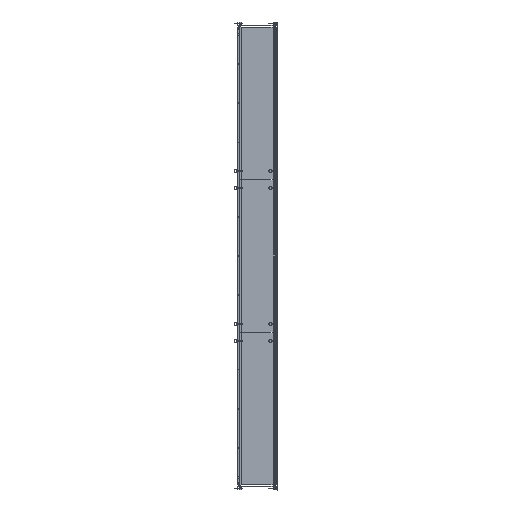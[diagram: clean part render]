
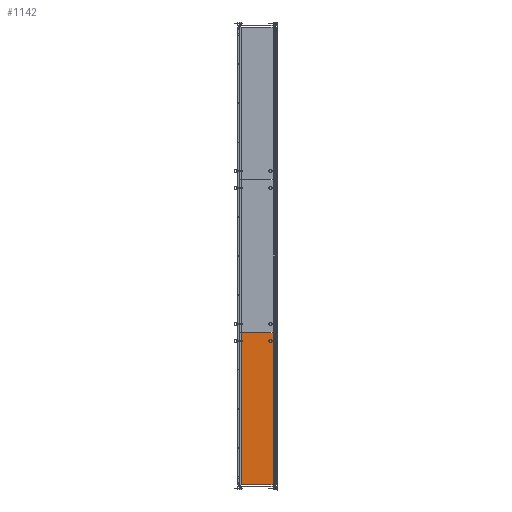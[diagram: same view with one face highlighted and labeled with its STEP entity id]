
A CAD part, left-side view. The second image highlights one B-rep face of the part: STEP entity #1142.
In plain terms, the highlighted face is planar.
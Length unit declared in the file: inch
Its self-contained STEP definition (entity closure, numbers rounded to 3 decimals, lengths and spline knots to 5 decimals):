
#99 = DIRECTION ( 'NONE',  ( -1., 0., 0. ) ) ;
#125 = EDGE_LOOP ( 'NONE', ( #12728, #11018 ) ) ;
#207 = VERTEX_POINT ( 'NONE', #12294 ) ;
#339 = DIRECTION ( 'NONE',  ( 1., 0., 0. ) ) ;
#345 = EDGE_CURVE ( 'NONE', #1883, #11607, #8290, .T. ) ;
#461 = EDGE_LOOP ( 'NONE', ( #4928, #5299 ) ) ;
#721 = ORIENTED_EDGE ( 'NONE', *, *, #1235, .F. ) ;
#810 = AXIS2_PLACEMENT_3D ( 'NONE', #5507, #9653, #339 ) ;
#831 = FACE_BOUND ( 'NONE', #6883, .T. ) ;
#836 = CIRCLE ( 'NONE', #5183, 0.098 ) ;
#842 = VERTEX_POINT ( 'NONE', #8463 ) ;
#847 = CIRCLE ( 'NONE', #3398, 0.098 ) ;
#859 = VERTEX_POINT ( 'NONE', #7722 ) ;
#1029 = VECTOR ( 'NONE', #9871, 39.37008 ) ;
#1085 = EDGE_CURVE ( 'NONE', #1921, #2552, #1815, .T. ) ;
#1142 = ADVANCED_FACE ( 'NONE', ( #7156, #12371, #3069, #5116, #11612, #831, #1789 ), #6144, .F. ) ;
#1161 = CARTESIAN_POINT ( 'NONE',  ( 0.098, -5.125, 0. ) ) ;
#1235 = EDGE_CURVE ( 'NONE', #2552, #8017, #1823, .T. ) ;
#1247 = CIRCLE ( 'NONE', #4772, 0.098 ) ;
#1261 = DIRECTION ( 'NONE',  ( -1., 0., 0. ) ) ;
#1375 = CARTESIAN_POINT ( 'NONE',  ( -22.237, 5.125, 0. ) ) ;
#1381 = ORIENTED_EDGE ( 'NONE', *, *, #3633, .T. ) ;
#1400 = DIRECTION ( 'NONE',  ( 0., 1., 0. ) ) ;
#1424 = CARTESIAN_POINT ( 'NONE',  ( -22.433, -5.125, 0. ) ) ;
#1459 = EDGE_CURVE ( 'NONE', #9141, #11780, #847, .T. ) ;
#1559 = LINE ( 'NONE', #5719, #1029 ) ;
#1587 = VERTEX_POINT ( 'NONE', #9222 ) ;
#1722 = EDGE_CURVE ( 'NONE', #859, #207, #9311, .T. ) ;
#1731 = DIRECTION ( 'NONE',  ( -1., 0., 0. ) ) ;
#1789 = FACE_OUTER_BOUND ( 'NONE', #7721, .T. ) ;
#1815 = LINE ( 'NONE', #6506, #2180 ) ;
#1823 = LINE ( 'NONE', #11376, #4797 ) ;
#1883 = VERTEX_POINT ( 'NONE', #8671 ) ;
#1921 = VERTEX_POINT ( 'NONE', #3550 ) ;
#1976 = DIRECTION ( 'NONE',  ( 0., 0., 1. ) ) ;
#2031 = DIRECTION ( 'NONE',  ( 0., 0., 1. ) ) ;
#2180 = VECTOR ( 'NONE', #1400, 39.37008 ) ;
#2367 = ORIENTED_EDGE ( 'NONE', *, *, #8945, .F. ) ;
#2457 = CARTESIAN_POINT ( 'NONE',  ( 0., -5.125, 0. ) ) ;
#2489 = VERTEX_POINT ( 'NONE', #1424 ) ;
#2552 = VERTEX_POINT ( 'NONE', #3784 ) ;
#2739 = DIRECTION ( 'NONE',  ( -1., 0., 0. ) ) ;
#2856 = EDGE_LOOP ( 'NONE', ( #5018, #1381 ) ) ;
#3037 = CIRCLE ( 'NONE', #4318, 0.098 ) ;
#3069 = FACE_BOUND ( 'NONE', #13179, .T. ) ;
#3208 = CARTESIAN_POINT ( 'NONE',  ( 23.335, -5.4375, 0. ) ) ;
#3277 = EDGE_LOOP ( 'NONE', ( #13168, #12301 ) ) ;
#3398 = AXIS2_PLACEMENT_3D ( 'NONE', #8808, #12994, #3635 ) ;
#3487 = VERTEX_POINT ( 'NONE', #9625 ) ;
#3550 = CARTESIAN_POINT ( 'NONE',  ( 23.335, -5.4375, 0. ) ) ;
#3633 = EDGE_CURVE ( 'NONE', #207, #859, #836, .T. ) ;
#3635 = DIRECTION ( 'NONE',  ( 1., 0., 0. ) ) ;
#3646 = AXIS2_PLACEMENT_3D ( 'NONE', #11388, #2031, #6186 ) ;
#3691 = AXIS2_PLACEMENT_3D ( 'NONE', #8035, #4156, #8304 ) ;
#3784 = CARTESIAN_POINT ( 'NONE',  ( 23.335, 5.4375, 0. ) ) ;
#3802 = CARTESIAN_POINT ( 'NONE',  ( -22.335, 5.125, 0. ) ) ;
#3869 = DIRECTION ( 'NONE',  ( 0., 0., 1. ) ) ;
#3988 = VERTEX_POINT ( 'NONE', #11685 ) ;
#4080 = DIRECTION ( 'NONE',  ( 1., 0., 0. ) ) ;
#4156 = DIRECTION ( 'NONE',  ( 0., 0., 1. ) ) ;
#4169 = EDGE_CURVE ( 'NONE', #1587, #3988, #5399, .T. ) ;
#4318 = AXIS2_PLACEMENT_3D ( 'NONE', #3802, #7948, #12153 ) ;
#4772 = AXIS2_PLACEMENT_3D ( 'NONE', #6440, #10607, #1261 ) ;
#4797 = VECTOR ( 'NONE', #7799, 39.37008 ) ;
#4928 = ORIENTED_EDGE ( 'NONE', *, *, #6707, .T. ) ;
#5018 = ORIENTED_EDGE ( 'NONE', *, *, #1722, .T. ) ;
#5116 = FACE_BOUND ( 'NONE', #125, .T. ) ;
#5125 = ORIENTED_EDGE ( 'NONE', *, *, #1085, .F. ) ;
#5154 = EDGE_CURVE ( 'NONE', #7192, #2489, #12172, .T. ) ;
#5183 = AXIS2_PLACEMENT_3D ( 'NONE', #6892, #11063, #1731 ) ;
#5276 = CARTESIAN_POINT ( 'NONE',  ( 22.335, 5.125, 0. ) ) ;
#5299 = ORIENTED_EDGE ( 'NONE', *, *, #11653, .T. ) ;
#5399 = CIRCLE ( 'NONE', #9086, 0.098 ) ;
#5507 = CARTESIAN_POINT ( 'NONE',  ( 22.335, -5.125, 0. ) ) ;
#5662 = ORIENTED_EDGE ( 'NONE', *, *, #9181, .T. ) ;
#5719 = CARTESIAN_POINT ( 'NONE',  ( -23.335, -5.4375, 0. ) ) ;
#6126 = DIRECTION ( 'NONE',  ( 1., 0., 0. ) ) ;
#6144 = PLANE ( 'NONE',  #11994 ) ;
#6186 = DIRECTION ( 'NONE',  ( -1., 0., 0. ) ) ;
#6191 = ORIENTED_EDGE ( 'NONE', *, *, #1459, .T. ) ;
#6355 = CARTESIAN_POINT ( 'NONE',  ( -22.237, -5.125, 0. ) ) ;
#6440 = CARTESIAN_POINT ( 'NONE',  ( 0., -5.125, 0. ) ) ;
#6457 = CARTESIAN_POINT ( 'NONE',  ( 22.237, -5.125, 0. ) ) ;
#6506 = CARTESIAN_POINT ( 'NONE',  ( 23.335, -5.4375, 0. ) ) ;
#6610 = DIRECTION ( 'NONE',  ( 0., 0., 1. ) ) ;
#6707 = EDGE_CURVE ( 'NONE', #10497, #842, #1247, .T. ) ;
#6883 = EDGE_LOOP ( 'NONE', ( #11948, #8469 ) ) ;
#6892 = CARTESIAN_POINT ( 'NONE',  ( 22.335, 5.125, 0. ) ) ;
#7156 = FACE_BOUND ( 'NONE', #3277, .T. ) ;
#7192 = VERTEX_POINT ( 'NONE', #6355 ) ;
#7721 = EDGE_LOOP ( 'NONE', ( #8825, #721, #5125, #2367 ) ) ;
#7722 = CARTESIAN_POINT ( 'NONE',  ( 22.433, 5.125, 0. ) ) ;
#7799 = DIRECTION ( 'NONE',  ( -1., 0., 0. ) ) ;
#7829 = EDGE_CURVE ( 'NONE', #3988, #1587, #9979, .T. ) ;
#7905 = CARTESIAN_POINT ( 'NONE',  ( -22.335, -5.125, 0. ) ) ;
#7948 = DIRECTION ( 'NONE',  ( 0., 0., 1. ) ) ;
#7998 = AXIS2_PLACEMENT_3D ( 'NONE', #11324, #1976, #6126 ) ;
#8017 = VERTEX_POINT ( 'NONE', #10622 ) ;
#8024 = DIRECTION ( 'NONE',  ( 1., 0., 0. ) ) ;
#8035 = CARTESIAN_POINT ( 'NONE',  ( -22.335, 5.125, 0. ) ) ;
#8290 = CIRCLE ( 'NONE', #3691, 0.098 ) ;
#8304 = DIRECTION ( 'NONE',  ( 1., 0., 0. ) ) ;
#8305 = CIRCLE ( 'NONE', #12475, 0.098 ) ;
#8366 = CARTESIAN_POINT ( 'NONE',  ( 22.433, -5.125, 0. ) ) ;
#8463 = CARTESIAN_POINT ( 'NONE',  ( -0.098, -5.125, 0. ) ) ;
#8469 = ORIENTED_EDGE ( 'NONE', *, *, #4169, .T. ) ;
#8671 = CARTESIAN_POINT ( 'NONE',  ( -22.433, 5.125, 0. ) ) ;
#8783 = EDGE_CURVE ( 'NONE', #11607, #1883, #3037, .T. ) ;
#8808 = CARTESIAN_POINT ( 'NONE',  ( 22.335, -5.125, 0. ) ) ;
#8825 = ORIENTED_EDGE ( 'NONE', *, *, #10738, .F. ) ;
#8872 = CIRCLE ( 'NONE', #810, 0.098 ) ;
#8945 = EDGE_CURVE ( 'NONE', #3487, #1921, #9258, .T. ) ;
#9056 = DIRECTION ( 'NONE',  ( 1., 0., 0. ) ) ;
#9086 = AXIS2_PLACEMENT_3D ( 'NONE', #13244, #3869, #8024 ) ;
#9141 = VERTEX_POINT ( 'NONE', #6457 ) ;
#9181 = EDGE_CURVE ( 'NONE', #11780, #9141, #8872, .T. ) ;
#9222 = CARTESIAN_POINT ( 'NONE',  ( -0.098, 5.125, 0. ) ) ;
#9258 = LINE ( 'NONE', #3208, #10863 ) ;
#9297 = AXIS2_PLACEMENT_3D ( 'NONE', #5276, #9426, #99 ) ;
#9311 = CIRCLE ( 'NONE', #9297, 0.098 ) ;
#9426 = DIRECTION ( 'NONE',  ( 0., 0., 1. ) ) ;
#9625 = CARTESIAN_POINT ( 'NONE',  ( -23.335, -5.4375, 0. ) ) ;
#9653 = DIRECTION ( 'NONE',  ( 0., 0., 1. ) ) ;
#9871 = DIRECTION ( 'NONE',  ( 0., -1., 0. ) ) ;
#9979 = CIRCLE ( 'NONE', #7998, 0.098 ) ;
#10221 = CIRCLE ( 'NONE', #3646, 0.098 ) ;
#10497 = VERTEX_POINT ( 'NONE', #1161 ) ;
#10607 = DIRECTION ( 'NONE',  ( 0., 0., 1. ) ) ;
#10622 = CARTESIAN_POINT ( 'NONE',  ( -23.335, 5.4375, 0. ) ) ;
#10738 = EDGE_CURVE ( 'NONE', #8017, #3487, #1559, .T. ) ;
#10784 = DIRECTION ( 'NONE',  ( -1., 0., 0. ) ) ;
#10863 = VECTOR ( 'NONE', #4080, 39.37008 ) ;
#11018 = ORIENTED_EDGE ( 'NONE', *, *, #12287, .T. ) ;
#11063 = DIRECTION ( 'NONE',  ( 0., 0., 1. ) ) ;
#11324 = CARTESIAN_POINT ( 'NONE',  ( 0., 5.125, 0. ) ) ;
#11376 = CARTESIAN_POINT ( 'NONE',  ( 23.335, 5.4375, 0. ) ) ;
#11388 = CARTESIAN_POINT ( 'NONE',  ( -22.335, -5.125, 0. ) ) ;
#11405 = CARTESIAN_POINT ( 'NONE',  ( -23.335, 5.4375, 0. ) ) ;
#11607 = VERTEX_POINT ( 'NONE', #1375 ) ;
#11612 = FACE_BOUND ( 'NONE', #461, .T. ) ;
#11653 = EDGE_CURVE ( 'NONE', #842, #10497, #8305, .T. ) ;
#11685 = CARTESIAN_POINT ( 'NONE',  ( 0.098, 5.125, 0. ) ) ;
#11780 = VERTEX_POINT ( 'NONE', #8366 ) ;
#11948 = ORIENTED_EDGE ( 'NONE', *, *, #7829, .T. ) ;
#11994 = AXIS2_PLACEMENT_3D ( 'NONE', #11405, #12163, #9056 ) ;
#12104 = DIRECTION ( 'NONE',  ( 0., 0., 1. ) ) ;
#12153 = DIRECTION ( 'NONE',  ( 1., 0., 0. ) ) ;
#12163 = DIRECTION ( 'NONE',  ( 0., 0., 1. ) ) ;
#12172 = CIRCLE ( 'NONE', #13239, 0.098 ) ;
#12287 = EDGE_CURVE ( 'NONE', #2489, #7192, #10221, .T. ) ;
#12294 = CARTESIAN_POINT ( 'NONE',  ( 22.237, 5.125, 0. ) ) ;
#12301 = ORIENTED_EDGE ( 'NONE', *, *, #345, .T. ) ;
#12371 = FACE_BOUND ( 'NONE', #2856, .T. ) ;
#12475 = AXIS2_PLACEMENT_3D ( 'NONE', #2457, #6610, #10784 ) ;
#12728 = ORIENTED_EDGE ( 'NONE', *, *, #5154, .T. ) ;
#12994 = DIRECTION ( 'NONE',  ( 0., 0., 1. ) ) ;
#13168 = ORIENTED_EDGE ( 'NONE', *, *, #8783, .T. ) ;
#13179 = EDGE_LOOP ( 'NONE', ( #5662, #6191 ) ) ;
#13239 = AXIS2_PLACEMENT_3D ( 'NONE', #7905, #12104, #2739 ) ;
#13244 = CARTESIAN_POINT ( 'NONE',  ( 0., 5.125, 0. ) ) ;
